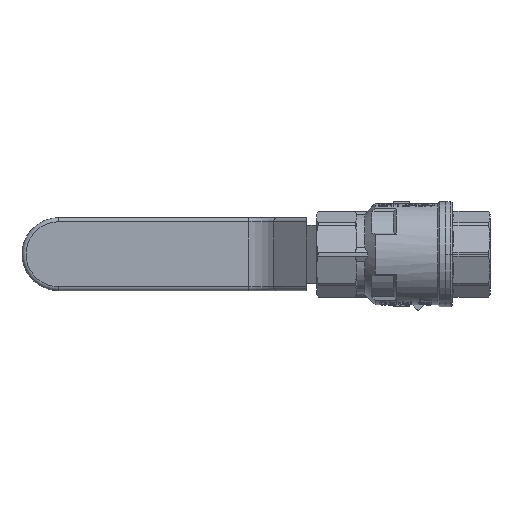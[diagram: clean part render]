
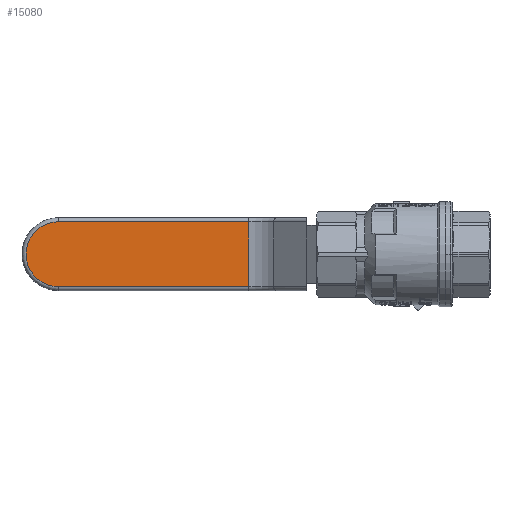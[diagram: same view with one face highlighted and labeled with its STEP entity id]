
A CAD part, front view. The second image highlights one B-rep face of the part: STEP entity #15080.
In plain terms, the highlighted planar face has unit normal (0, -1, 0).
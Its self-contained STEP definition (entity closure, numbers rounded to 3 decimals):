
#993=CIRCLE('',#16410,8.05);
#1792=LINE('',#50707,#2594);
#1794=LINE('',#50719,#2596);
#1805=LINE('',#50748,#2607);
#2594=VECTOR('',#19683,1000.);
#2596=VECTOR('',#19697,1000.);
#2607=VECTOR('',#19728,1000.);
#3008=PLANE('',#16422);
#7505=ORIENTED_EDGE('',*,*,#9972,.T.);
#7506=ORIENTED_EDGE('',*,*,#9957,.T.);
#7507=ORIENTED_EDGE('',*,*,#9954,.T.);
#7508=ORIENTED_EDGE('',*,*,#9951,.T.);
#9951=EDGE_CURVE('',#11482,#11480,#1792,.T.);
#9954=EDGE_CURVE('',#11484,#11482,#993,.T.);
#9957=EDGE_CURVE('',#11486,#11484,#1794,.T.);
#9972=EDGE_CURVE('',#11480,#11486,#1805,.T.);
#11480=VERTEX_POINT('',#50698);
#11482=VERTEX_POINT('',#50704);
#11484=VERTEX_POINT('',#50710);
#11486=VERTEX_POINT('',#50716);
#13204=EDGE_LOOP('',(#7505,#7506,#7507,#7508));
#14156=FACE_BOUND('',#13204,.T.);
#15080=ADVANCED_FACE('',(#14156),#3008,.F.);
#16410=AXIS2_PLACEMENT_3D('',#50713,#19690,#19691);
#16422=AXIS2_PLACEMENT_3D('',#50747,#19726,#19727);
#19683=DIRECTION('',(-1.,0.,0.));
#19690=DIRECTION('',(0.,-1.,0.));
#19691=DIRECTION('',(0.,0.,1.));
#19697=DIRECTION('',(1.,0.,0.));
#19726=DIRECTION('',(0.,1.,0.));
#19727=DIRECTION('',(0.,0.,1.));
#19728=DIRECTION('',(0.,0.,-1.));
#50698=CARTESIAN_POINT('',(37.828,10.7,8.05));
#50704=CARTESIAN_POINT('',(84.95,10.7,8.05));
#50707=CARTESIAN_POINT('',(37.828,10.7,8.05));
#50710=CARTESIAN_POINT('',(84.95,10.7,-8.05));
#50713=CARTESIAN_POINT('',(84.95,10.7,0.));
#50716=CARTESIAN_POINT('',(37.828,10.7,-8.05));
#50719=CARTESIAN_POINT('',(84.95,10.7,-8.05));
#50747=CARTESIAN_POINT('',(37.828,10.7,25.));
#50748=CARTESIAN_POINT('',(37.828,10.7,25.));
